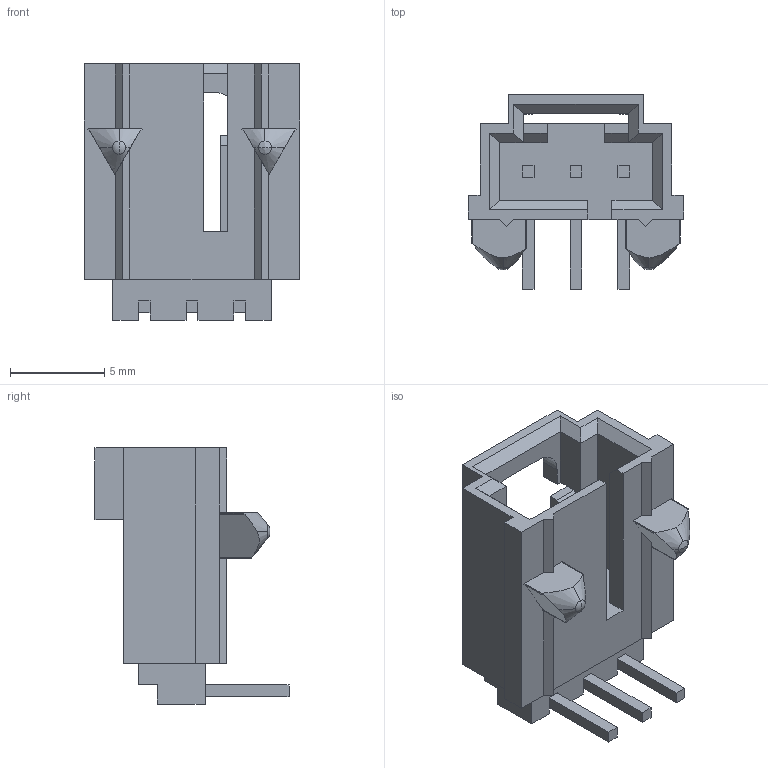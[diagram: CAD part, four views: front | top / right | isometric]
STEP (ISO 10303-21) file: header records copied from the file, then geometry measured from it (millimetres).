
FILE_DESCRIPTION (( 'STEP AP214' ), '1' );
FILE_NAME ('705550002.STEP', '2015-11-28T03:44:36', ( '' ), ( '' ), 'SwSTEP 2.0', 'SolidWorks 2015', '' );
FILE_SCHEMA (( 'AUTOMOTIVE_DESIGN' ));
Length unit declared in the file: inch
Products named in the file (1): 705550002
Bounding box: 11.43 x 10.29 x 13.59 mm (x, y, z)
Volume: 438 mm3; surface area: 851.9 mm2
Topology: 1 solids, 1 shells, 155 faces, 432 edges, 277 vertices
Faces by surface type: plane 137, cylinder 8, cone 6, torus 2, bspline 2
Entity records: 5435 total; most frequent: CARTESIAN_POINT 1060, ORIENTED_EDGE 856, DIRECTION 734, EDGE_CURVE 428, LINE 372, VECTOR 372, VERTEX_POINT 277, AXIS2_PLACEMENT_3D 181
